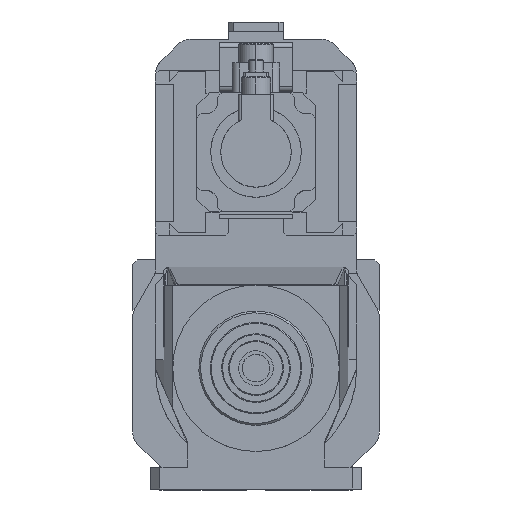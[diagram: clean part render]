
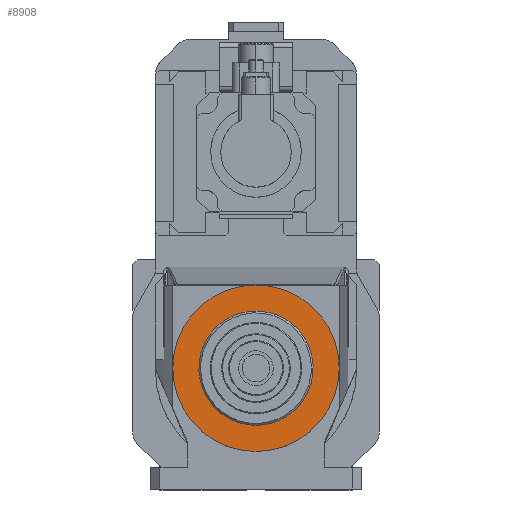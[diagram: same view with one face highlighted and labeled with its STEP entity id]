
A CAD part, top view. The second image highlights one B-rep face of the part: STEP entity #8908.
In plain terms, the highlighted planar face has unit normal (0, 0, 1).
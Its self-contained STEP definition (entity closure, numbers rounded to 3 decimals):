
#1712 = VERTEX_POINT ( 'NONE', #11518 ) ;
#1814 = EDGE_CURVE ( 'NONE', #1712, #1815, #11666, .T. ) ;
#1815 = VERTEX_POINT ( 'NONE', #11661 ) ;
#3737 = DIRECTION ( 'NONE',  ( -1., 0., 0. ) ) ;
#3738 = DIRECTION ( 'NONE',  ( 0., 0., -1. ) ) ;
#3739 = CARTESIAN_POINT ( 'NONE',  ( 0., 0., 870. ) ) ;
#3740 = AXIS2_PLACEMENT_3D ( 'NONE', #3739, #3738, #3737 ) ;
#3741 = CIRCLE ( 'NONE', #3740, 91. ) ;
#3742 = DIRECTION ( 'NONE',  ( 1., 0., 0. ) ) ;
#3743 = DIRECTION ( 'NONE',  ( 0., 0., 1. ) ) ;
#3744 = CARTESIAN_POINT ( 'NONE',  ( 0., 0., 870. ) ) ;
#3745 = AXIS2_PLACEMENT_3D ( 'NONE', #3744, #3743, #3742 ) ;
#3746 = PLANE ( 'NONE',  #3745 ) ;
#3747 = FACE_OUTER_BOUND ( 'NONE', #8909, .T. ) ;
#8908 = ADVANCED_FACE ( 'NONE', ( #3747 ), #3746, .T. ) ;
#8909 = EDGE_LOOP ( 'NONE', ( #8910, #8911 ) ) ;
#8910 = ORIENTED_EDGE ( 'NONE', *, *, #1814, .F. ) ;
#8911 = ORIENTED_EDGE ( 'NONE', *, *, #8912, .F. ) ;
#8912 = EDGE_CURVE ( 'NONE', #1815, #1712, #3741, .T. ) ;
#11518 = CARTESIAN_POINT ( 'NONE',  ( -91., 0., 870. ) ) ;
#11661 = CARTESIAN_POINT ( 'NONE',  ( 91., 0., 870. ) ) ;
#11662 = DIRECTION ( 'NONE',  ( -1., 0., 0. ) ) ;
#11663 = DIRECTION ( 'NONE',  ( 0., 0., -1. ) ) ;
#11664 = CARTESIAN_POINT ( 'NONE',  ( 0., 0., 870. ) ) ;
#11665 = AXIS2_PLACEMENT_3D ( 'NONE', #11664, #11663, #11662 ) ;
#11666 = CIRCLE ( 'NONE', #11665, 91. ) ;
